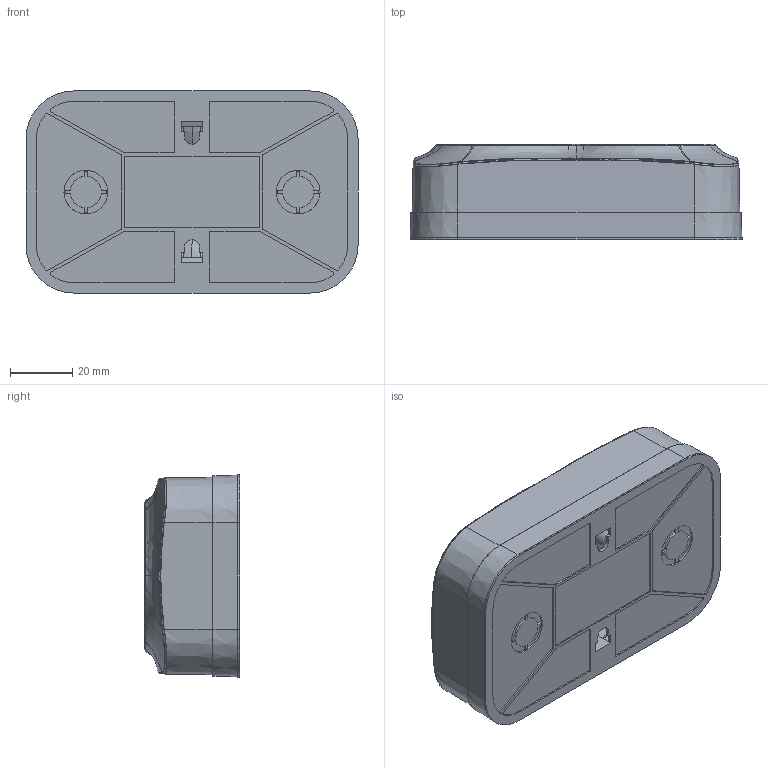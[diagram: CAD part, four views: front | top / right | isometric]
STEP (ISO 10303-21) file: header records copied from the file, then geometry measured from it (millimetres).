
FILE_DESCRIPTION (( 'STEP AP214' ), '1' );
FILE_NAME ('ERH20-K02-10_ERH23-K02-10(2-õ ðîçåòêà áåç çåìëè ñ_áåç øòîðîê).STEP', '2024-10-29T14:25:16', ( '' ), ( '' ), 'SwSTEP 2.0', 'SolidWorks 2022', '' );
FILE_SCHEMA (( 'AUTOMOTIVE_DESIGN' ));
Length unit declared in the file: millimetre
Products named in the file (1): ERH20-K02-10_ERH23-K02-10(2-х розетка без земли с_без шторок)
Bounding box: 106.32 x 30.6 x 64.72 mm (x, y, z)
Volume: 29400 mm3; surface area: 49697.9 mm2
Topology: 2 solids, 2 shells, 1180 faces, 3111 edges, 1990 vertices
Faces by surface type: plane 515, bspline 297, cylinder 187, cone 119, torus 62
Entity records: 69831 total; most frequent: CARTESIAN_POINT 29830, ORIENTED_EDGE 6222, DIRECTION 4757, EDGE_CURVE 3111, VERTEX_POINT 1990, AXIS2_PLACEMENT_3D 1612, VECTOR 1533, LINE 1533
